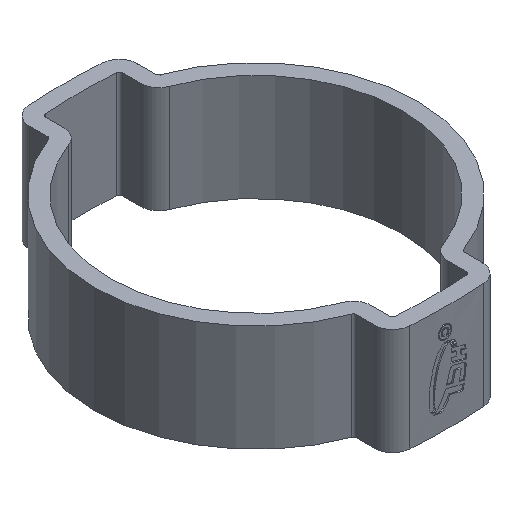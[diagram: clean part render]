
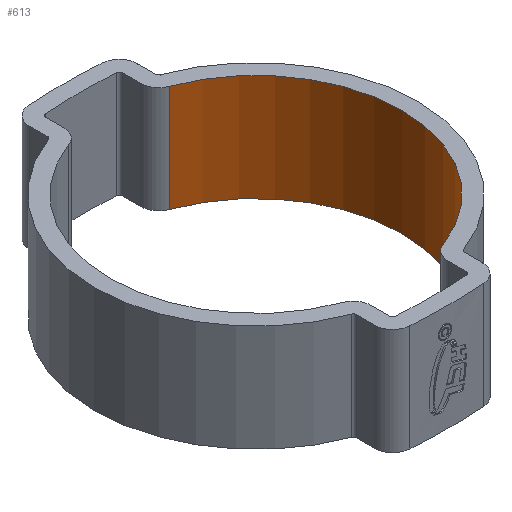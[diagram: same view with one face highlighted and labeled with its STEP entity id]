
A CAD part, isometric view. The second image highlights one B-rep face of the part: STEP entity #613.
In plain terms, the highlighted cylindrical face has radius 10.25 mm (diameter 20.5 mm), a partial arc.
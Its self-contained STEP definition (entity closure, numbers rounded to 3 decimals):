
#281 = FACE_OUTER_BOUND ( 'NONE', #1616, .T. ) ;
#613 = ADVANCED_FACE ( 'NONE', ( #281 ), #2099, .F. ) ;
#614 = CARTESIAN_POINT ( 'NONE',  ( 3.55, -9.616, -3.75 ) ) ;
#646 = CIRCLE ( 'NONE', #5545, 10.25 ) ;
#700 = EDGE_CURVE ( 'NONE', #2578, #2590, #646, .T. ) ;
#999 = ORIENTED_EDGE ( 'NONE', *, *, #1638, .T. ) ;
#1411 = DIRECTION ( 'NONE',  ( 0., 0., 1. ) ) ;
#1473 = DIRECTION ( 'NONE',  ( -1., 0., 0. ) ) ;
#1548 = VECTOR ( 'NONE', #2315, 1000. ) ;
#1588 = ORIENTED_EDGE ( 'NONE', *, *, #1623, .F. ) ;
#1616 = EDGE_LOOP ( 'NONE', ( #1588, #2244, #2384, #999 ) ) ;
#1623 = EDGE_CURVE ( 'NONE', #3572, #3261, #4134, .T. ) ;
#1638 = EDGE_CURVE ( 'NONE', #2590, #3261, #3264, .T. ) ;
#2073 = CARTESIAN_POINT ( 'NONE',  ( 0., 0., 3.75 ) ) ;
#2099 = CYLINDRICAL_SURFACE ( 'NONE', #4989, 10.25 ) ;
#2244 = ORIENTED_EDGE ( 'NONE', *, *, #3316, .F. ) ;
#2263 = DIRECTION ( 'NONE',  ( -1., 0., 0. ) ) ;
#2315 = DIRECTION ( 'NONE',  ( 0., 0., -1. ) ) ;
#2362 = CARTESIAN_POINT ( 'NONE',  ( 3.55, -9.616, 3.75 ) ) ;
#2384 = ORIENTED_EDGE ( 'NONE', *, *, #700, .T. ) ;
#2414 = CARTESIAN_POINT ( 'NONE',  ( 3.55, 9.616, 3.75 ) ) ;
#2578 = VERTEX_POINT ( 'NONE', #2362 ) ;
#2590 = VERTEX_POINT ( 'NONE', #4955 ) ;
#3261 = VERTEX_POINT ( 'NONE', #4471 ) ;
#3264 = LINE ( 'NONE', #2414, #3944 ) ;
#3316 = EDGE_CURVE ( 'NONE', #2578, #3572, #4591, .T. ) ;
#3572 = VERTEX_POINT ( 'NONE', #614 ) ;
#3573 = CARTESIAN_POINT ( 'NONE',  ( 0., 0., 3.75 ) ) ;
#3665 = CARTESIAN_POINT ( 'NONE',  ( 0., 0., -3.75 ) ) ;
#3682 = CARTESIAN_POINT ( 'NONE',  ( 3.55, -9.616, 3.75 ) ) ;
#3817 = DIRECTION ( 'NONE',  ( 0., 0., -1. ) ) ;
#3944 = VECTOR ( 'NONE', #5383, 1000. ) ;
#4134 = CIRCLE ( 'NONE', #5345, 10.25 ) ;
#4471 = CARTESIAN_POINT ( 'NONE',  ( 3.55, 9.616, -3.75 ) ) ;
#4591 = LINE ( 'NONE', #3682, #1548 ) ;
#4955 = CARTESIAN_POINT ( 'NONE',  ( 3.55, 9.616, 3.75 ) ) ;
#4989 = AXIS2_PLACEMENT_3D ( 'NONE', #2073, #3817, #5147 ) ;
#5033 = DIRECTION ( 'NONE',  ( 0., 0., 1. ) ) ;
#5147 = DIRECTION ( 'NONE',  ( -1., 0., 0. ) ) ;
#5345 = AXIS2_PLACEMENT_3D ( 'NONE', #3665, #5033, #1473 ) ;
#5383 = DIRECTION ( 'NONE',  ( 0., 0., -1. ) ) ;
#5545 = AXIS2_PLACEMENT_3D ( 'NONE', #3573, #1411, #2263 ) ;
